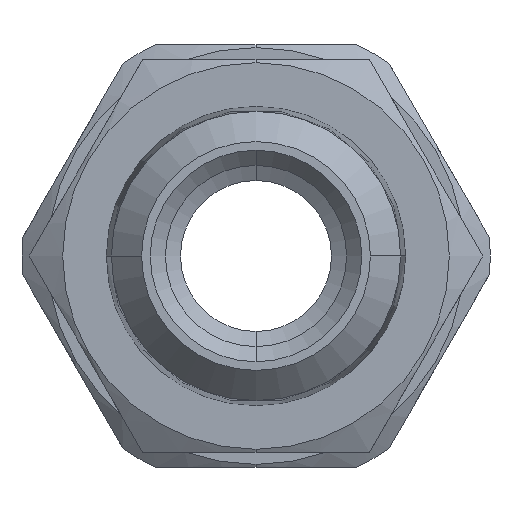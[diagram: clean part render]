
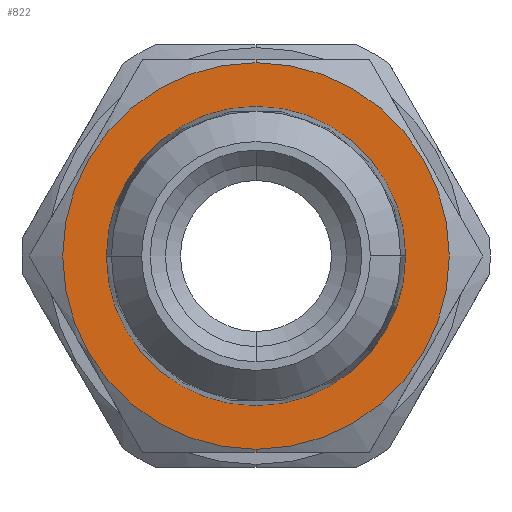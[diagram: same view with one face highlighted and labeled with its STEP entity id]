
A CAD part, front view. The second image highlights one B-rep face of the part: STEP entity #822.
In plain terms, the highlighted planar face has unit normal (0, -1, 0).
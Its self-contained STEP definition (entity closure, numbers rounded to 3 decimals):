
#43 = DIRECTION ( 'NONE',  ( 0., -1., 0. ) ) ;
#58 = CARTESIAN_POINT ( 'NONE',  ( 0., 7.5, 0. ) ) ;
#72 = DIRECTION ( 'NONE',  ( 1., 0., 0. ) ) ;
#103 = EDGE_LOOP ( 'NONE', ( #301, #731 ) ) ;
#118 = EDGE_LOOP ( 'NONE', ( #465, #308 ) ) ;
#301 = ORIENTED_EDGE ( 'NONE', *, *, #1025, .T. ) ;
#308 = ORIENTED_EDGE ( 'NONE', *, *, #986, .F. ) ;
#364 = VERTEX_POINT ( 'NONE', #1265 ) ;
#430 = VERTEX_POINT ( 'NONE', #1193 ) ;
#465 = ORIENTED_EDGE ( 'NONE', *, *, #1006, .F. ) ;
#481 = VERTEX_POINT ( 'NONE', #1271 ) ;
#683 = FACE_OUTER_BOUND ( 'NONE', #103, .T. ) ;
#687 = FACE_BOUND ( 'NONE', #118, .T. ) ;
#712 = VERTEX_POINT ( 'NONE', #1149 ) ;
#731 = ORIENTED_EDGE ( 'NONE', *, *, #974, .T. ) ;
#742 = AXIS2_PLACEMENT_3D ( 'NONE', #58, #43, #72 ) ;
#753 = CIRCLE ( 'NONE', #770, 6.4 ) ;
#770 = AXIS2_PLACEMENT_3D ( 'NONE', #1541, #1540, #1531 ) ;
#788 = CIRCLE ( 'NONE', #742, 4.954 ) ;
#822 = ADVANCED_FACE ( 'NONE', ( #683, #687 ), #1200, .T. ) ;
#932 = AXIS2_PLACEMENT_3D ( 'NONE', #1251, #1180, #1222 ) ;
#974 = EDGE_CURVE ( 'NONE', #364, #481, #753, .T. ) ;
#986 = EDGE_CURVE ( 'NONE', #430, #712, #788, .T. ) ;
#1006 = EDGE_CURVE ( 'NONE', #712, #430, #1432, .T. ) ;
#1025 = EDGE_CURVE ( 'NONE', #481, #364, #1400, .T. ) ;
#1071 = CARTESIAN_POINT ( 'NONE',  ( 0., 7.5, 0. ) ) ;
#1094 = DIRECTION ( 'NONE',  ( 0., 0., -1. ) ) ;
#1095 = DIRECTION ( 'NONE',  ( 0., -1., 0. ) ) ;
#1149 = CARTESIAN_POINT ( 'NONE',  ( -4.954, 7.5, 0. ) ) ;
#1180 = DIRECTION ( 'NONE',  ( 0., -1., 0. ) ) ;
#1193 = CARTESIAN_POINT ( 'NONE',  ( 4.954, 7.5, 0. ) ) ;
#1200 = PLANE ( 'NONE',  #932 ) ;
#1222 = DIRECTION ( 'NONE',  ( 0., 0., -1. ) ) ;
#1251 = CARTESIAN_POINT ( 'NONE',  ( 5., 7.5, 0. ) ) ;
#1265 = CARTESIAN_POINT ( 'NONE',  ( 0., 7.5, -6.4 ) ) ;
#1271 = CARTESIAN_POINT ( 'NONE',  ( 0., 7.5, 6.4 ) ) ;
#1400 = CIRCLE ( 'NONE', #1408, 6.4 ) ;
#1408 = AXIS2_PLACEMENT_3D ( 'NONE', #1071, #1095, #1094 ) ;
#1424 = AXIS2_PLACEMENT_3D ( 'NONE', #1833, #1861, #1882 ) ;
#1432 = CIRCLE ( 'NONE', #1424, 4.954 ) ;
#1531 = DIRECTION ( 'NONE',  ( 0., 0., -1. ) ) ;
#1540 = DIRECTION ( 'NONE',  ( 0., -1., 0. ) ) ;
#1541 = CARTESIAN_POINT ( 'NONE',  ( 0., 7.5, 0. ) ) ;
#1833 = CARTESIAN_POINT ( 'NONE',  ( 0., 7.5, 0. ) ) ;
#1861 = DIRECTION ( 'NONE',  ( 0., -1., 0. ) ) ;
#1882 = DIRECTION ( 'NONE',  ( 1., 0., 0. ) ) ;
